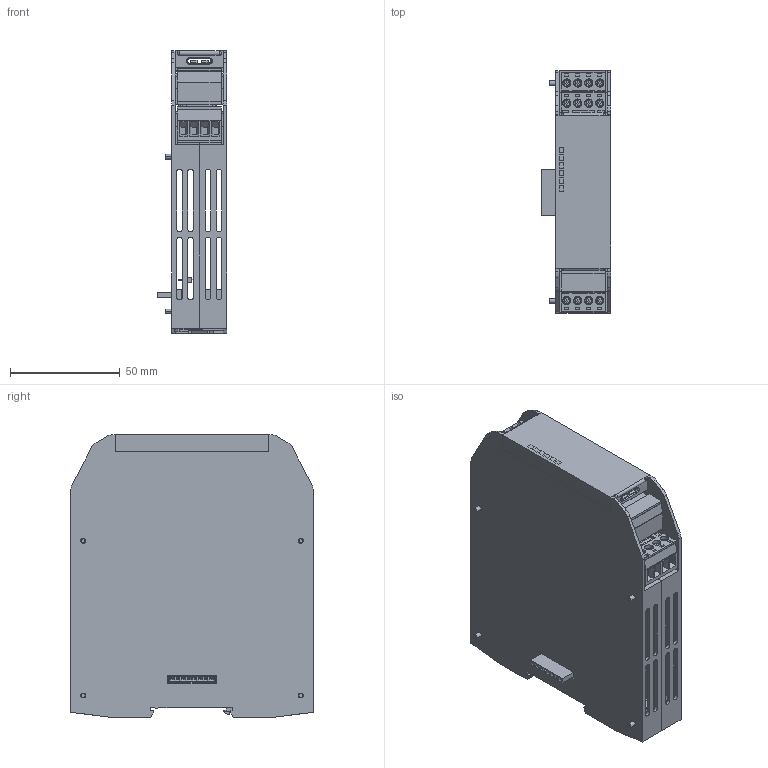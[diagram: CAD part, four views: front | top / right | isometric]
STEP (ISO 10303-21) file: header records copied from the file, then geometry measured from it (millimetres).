
FILE_DESCRIPTION((''),'2;1');
FILE_NAME('174029_ASM','2022-04-18T12:06:34',('PDMAdmin'),('BANNER ENGINEERING'),'CREO PARAMETRIC BY PTC INC, 2019292','CREO PARAMETRIC BY PTC INC, 2019292','');
FILE_SCHEMA(('CONFIG_CONTROL_DESIGN'));
Products named in the file (36): 164387; 164388_AF0; 168072_AF0_ASM; 161789; 109523_OLD; 221358_PART_1; 221358_PART_3; 221358_PART_2; 221358_ASM; MICROEDGE20_1; WIRE18; APLUS_HEADER_BODY; APLUS_HEADER_PIN_1; APLUS_HEADER_PIN_2; APLUS_HEADER_PIN_3; APLUS_HEADER_PIN_5; TB4RAR_ASM; APLUS_HEADER_PIN_4; TB4RAL_ASM; 221357_PART_1; 221357_PIN; 221357_PART_2; 221357_ASM; 161789_SIMPLIFIED_ASM; 164403; 166216; 164398; 164393; 164398_ASM; 166236_ASM; 30393; 162812_AF0; 162812_AF1; 162812; 128142; 174029_ASM
Assembly tree (64 placements, depth 4):
  174029_ASM
    168072_AF0_ASM
      164387
      164388_AF0
    161789_SIMPLIFIED_ASM
      161789
      109523_OLD  x6
      221358_ASM
        221358_PART_1
        221358_PART_3  x8
        221358_PART_2
      MICROEDGE20_1  x2
      WIRE18  x2
      TB4RAR_ASM
        APLUS_HEADER_BODY
        APLUS_HEADER_PIN_1
        APLUS_HEADER_PIN_2
        APLUS_HEADER_PIN_3
        APLUS_HEADER_PIN_5
      TB4RAL_ASM  x2
        APLUS_HEADER_BODY
        APLUS_HEADER_PIN_1
        APLUS_HEADER_PIN_2
        APLUS_HEADER_PIN_3
        APLUS_HEADER_PIN_4
      221357_ASM
        221357_PART_1  x2
        221357_PIN  x8
        221357_PART_2
    164403
    166216  x2
    166236_ASM
      164398_ASM
        164398
        164393
    30393
    162812_AF0
    162812_AF1
    162812
    128142  x2
Bounding box: 31.65 x 110.16 x 128.35 mm (x, y, z)
Volume: 90689.9 mm3; surface area: 129938.1 mm2
Topology: 78 solids, 94 shells, 6075 faces, 16496 edges, 10700 vertices
Faces by surface type: plane 4922, cylinder 879, cone 186, torus 52, bspline 32, sphere 4
Entity records: 136037 total; most frequent: CARTESIAN_POINT 26916, ORIENTED_EDGE 22972, DIRECTION 21635, EDGE_CURVE 11518, VECTOR 9647, LINE 9647, VERTEX_POINT 7465, AXIS2_PLACEMENT_3D 5994
